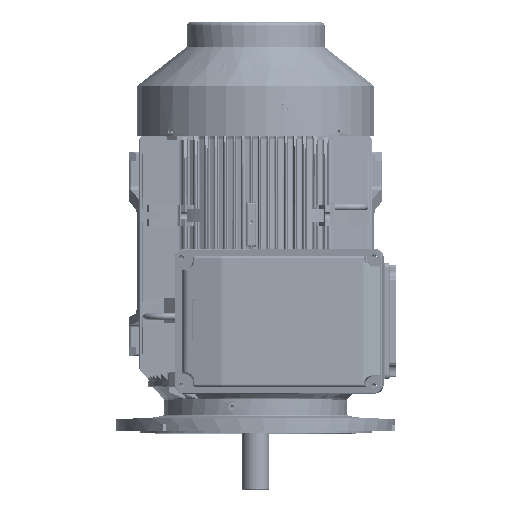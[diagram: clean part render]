
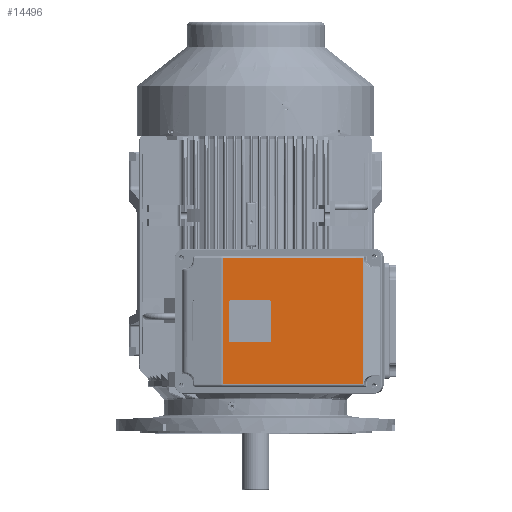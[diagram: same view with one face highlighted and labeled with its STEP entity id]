
A CAD part, top view. The second image highlights one B-rep face of the part: STEP entity #14496.
In plain terms, the highlighted planar face has unit normal (0.001, 0, 1).
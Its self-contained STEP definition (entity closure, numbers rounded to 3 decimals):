
#14496 = ADVANCED_FACE( '', ( #33186, #33187 ), #33188, .T. );
#33186 = FACE_OUTER_BOUND( '', #94837, .T. );
#33187 = FACE_BOUND( '', #94838, .T. );
#33188 = PLANE( '', #94839 );
#94837 = EDGE_LOOP( '', ( #181265, #181266, #181267, #181268 ) );
#94838 = EDGE_LOOP( '', ( #181269, #181270, #181271, #181272, #181273, #181274, #181275, #181276 ) );
#94839 = AXIS2_PLACEMENT_3D( '', #181277, #181278, #181279 );
#181265 = ORIENTED_EDGE( '', *, *, #214424, .T. );
#181266 = ORIENTED_EDGE( '', *, *, #231365, .T. );
#181267 = ORIENTED_EDGE( '', *, *, #231366, .T. );
#181268 = ORIENTED_EDGE( '', *, *, #231367, .T. );
#181269 = ORIENTED_EDGE( '', *, *, #215656, .F. );
#181270 = ORIENTED_EDGE( '', *, *, #219067, .T. );
#181271 = ORIENTED_EDGE( '', *, *, #231230, .F. );
#181272 = ORIENTED_EDGE( '', *, *, #222931, .T. );
#181273 = ORIENTED_EDGE( '', *, *, #217540, .F. );
#181274 = ORIENTED_EDGE( '', *, *, #231368, .T. );
#181275 = ORIENTED_EDGE( '', *, *, #230861, .F. );
#181276 = ORIENTED_EDGE( '', *, *, #231369, .T. );
#181277 = CARTESIAN_POINT( '', ( -80.012, -11., 525.754 ) );
#181278 = DIRECTION( '', ( 0.001, 0., 1. ) );
#181279 = DIRECTION( '', ( 0., 1., 0. ) );
#214424 = EDGE_CURVE( '', #242372, #242370, #242373, .T. );
#215656 = EDGE_CURVE( '', #244573, #244574, #244575, .T. );
#217540 = EDGE_CURVE( '', #247821, #247822, #247823, .T. );
#219067 = EDGE_CURVE( '', #244573, #250401, #250403, .T. );
#222931 = EDGE_CURVE( '', #256707, #247822, #256708, .T. );
#230861 = EDGE_CURVE( '', #268483, #268484, #268485, .T. );
#231230 = EDGE_CURVE( '', #256707, #250401, #268974, .T. );
#231365 = EDGE_CURVE( '', #242370, #255875, #269150, .T. );
#231366 = EDGE_CURVE( '', #255875, #268902, #269151, .T. );
#231367 = EDGE_CURVE( '', #268902, #242372, #269152, .T. );
#231368 = EDGE_CURVE( '', #247821, #268484, #269153, .T. );
#231369 = EDGE_CURVE( '', #268483, #244574, #269154, .T. );
#242370 = VERTEX_POINT( '', #285733 );
#242372 = VERTEX_POINT( '', #285735 );
#242373 = LINE( '', #285736, #285737 );
#244573 = VERTEX_POINT( '', #291421 );
#244574 = VERTEX_POINT( '', #291422 );
#244575 = LINE( '', #291423, #291424 );
#247821 = VERTEX_POINT( '', #301343 );
#247822 = VERTEX_POINT( '', #301344 );
#247823 = LINE( '', #301345, #301346 );
#250401 = VERTEX_POINT( '', #308817 );
#250403 = CIRCLE( '', #308820, 5. );
#255875 = VERTEX_POINT( '', #325511 );
#256707 = VERTEX_POINT( '', #327515 );
#256708 = CIRCLE( '', #327516, 5. );
#268483 = VERTEX_POINT( '', #364015 );
#268484 = VERTEX_POINT( '', #364016 );
#268485 = LINE( '', #364017, #364018 );
#268902 = VERTEX_POINT( '', #365370 );
#268974 = LINE( '', #365641, #365642 );
#269150 = LINE( '', #366545, #366546 );
#269151 = LINE( '', #366547, #366548 );
#269152 = LINE( '', #366549, #366550 );
#269153 = CIRCLE( '', #366551, 5. );
#269154 = CIRCLE( '', #366552, 5. );
#285733 = CARTESIAN_POINT( '', ( 255.15, -6., 525.576 ) );
#285735 = CARTESIAN_POINT( '', ( -77.374, -6., 525.753 ) );
#285736 = CARTESIAN_POINT( '', ( 255.465, -6., 525.576 ) );
#285737 = VECTOR( '', #395232, 1000. );
#291421 = CARTESIAN_POINT( '', ( 36.985, 98., 525.692 ) );
#291422 = CARTESIAN_POINT( '', ( 36.985, 188., 525.692 ) );
#291423 = CARTESIAN_POINT( '', ( 36.985, 93., 525.692 ) );
#291424 = VECTOR( '', #396654, 1000. );
#301343 = CARTESIAN_POINT( '', ( -63.015, 188., 525.745 ) );
#301344 = CARTESIAN_POINT( '', ( -63.015, 98., 525.745 ) );
#301345 = CARTESIAN_POINT( '', ( -63.015, 193., 525.745 ) );
#301346 = VECTOR( '', #398660, 1000. );
#308817 = CARTESIAN_POINT( '', ( 31.985, 93., 525.695 ) );
#308820 = AXIS2_PLACEMENT_3D( '', #400397, #400398, #400399 );
#325511 = CARTESIAN_POINT( '', ( 255.15, 292., 525.576 ) );
#327515 = CARTESIAN_POINT( '', ( -58.015, 93., 525.742 ) );
#327516 = AXIS2_PLACEMENT_3D( '', #405019, #405020, #405021 );
#364015 = CARTESIAN_POINT( '', ( 31.985, 193., 525.695 ) );
#364016 = CARTESIAN_POINT( '', ( -58.015, 193., 525.742 ) );
#364017 = CARTESIAN_POINT( '', ( 36.985, 193., 525.692 ) );
#364018 = VECTOR( '', #413144, 1000. );
#365370 = CARTESIAN_POINT( '', ( -77.374, 292., 525.753 ) );
#365641 = CARTESIAN_POINT( '', ( -63.015, 93., 525.745 ) );
#365642 = VECTOR( '', #413547, 1000. );
#366545 = CARTESIAN_POINT( '', ( 255.15, 292., 525.576 ) );
#366546 = VECTOR( '', #413678, 1000. );
#366547 = CARTESIAN_POINT( '', ( -80.012, 292., 525.754 ) );
#366548 = VECTOR( '', #413679, 1000. );
#366549 = CARTESIAN_POINT( '', ( -77.374, -11., 525.753 ) );
#366550 = VECTOR( '', #413680, 1000. );
#366551 = AXIS2_PLACEMENT_3D( '', #413681, #413682, #413683 );
#366552 = AXIS2_PLACEMENT_3D( '', #413684, #413685, #413686 );
#395232 = DIRECTION( '', ( 1., 0., -0.001 ) );
#396654 = DIRECTION( '', ( 0., 1., 0. ) );
#398660 = DIRECTION( '', ( 0., -1., 0. ) );
#400397 = CARTESIAN_POINT( '', ( 31.985, 98., 525.695 ) );
#400398 = DIRECTION( '', ( -0.001, 0., -1. ) );
#400399 = DIRECTION( '', ( -1., 0., 0.001 ) );
#405019 = CARTESIAN_POINT( '', ( -58.015, 98., 525.742 ) );
#405020 = DIRECTION( '', ( -0.001, 0., -1. ) );
#405021 = DIRECTION( '', ( -1., 0., 0.001 ) );
#413144 = DIRECTION( '', ( -1., 0., 0.001 ) );
#413547 = DIRECTION( '', ( 1., 0., -0.001 ) );
#413678 = DIRECTION( '', ( 0., 1., 0. ) );
#413679 = DIRECTION( '', ( -1., 0., 0.001 ) );
#413680 = DIRECTION( '', ( 0., -1., 0. ) );
#413681 = CARTESIAN_POINT( '', ( -58.015, 188., 525.742 ) );
#413682 = DIRECTION( '', ( -0.001, 0., -1. ) );
#413683 = DIRECTION( '', ( -1., 0., 0.001 ) );
#413684 = CARTESIAN_POINT( '', ( 31.985, 188., 525.695 ) );
#413685 = DIRECTION( '', ( -0.001, 0., -1. ) );
#413686 = DIRECTION( '', ( -1., 0., 0.001 ) );
